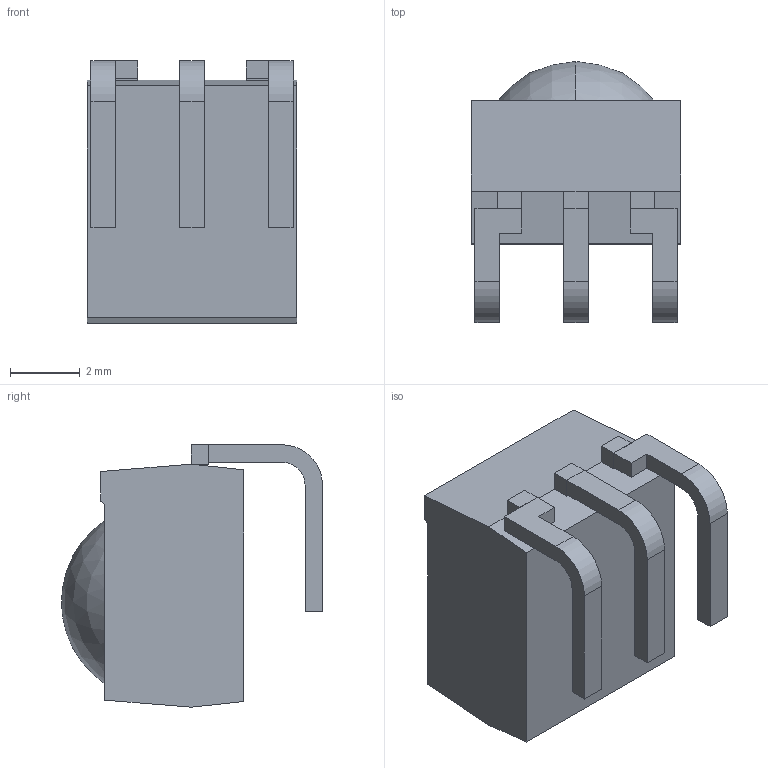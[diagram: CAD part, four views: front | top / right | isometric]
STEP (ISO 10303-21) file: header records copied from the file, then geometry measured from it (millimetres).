
FILE_DESCRIPTION(/* description */ (''),/* implementation_level */ '2;1');
FILE_NAME(/* name */ 'model1.stp',/* time_stamp */ '2018-12-07T11:56:10+03:00',/* author */ (''),/* organization */ (''),/* preprocessor_version */ 'ST-DEVELOPER v16.7',/* originating_system */ 'SIEMENS PLM Software NX 12.0',/* authorisation */ '');
FILE_SCHEMA (('AUTOMOTIVE_DESIGN { 1 0 10303 214 3 1 1 1 }'));
Length unit declared in the file: millimetre
Products named in the file (1): ARGE31E87911crd9
Bounding box: 6 x 7.47 x 7.5 mm (x, y, z)
Volume: 182.2 mm3; surface area: 249.5 mm2
Topology: 7 solids, 7 shells, 64 faces, 148 edges, 99 vertices
Faces by surface type: plane 56, cylinder 6, sphere 2
Entity records: 1943 total; most frequent: CARTESIAN_POINT 312, ORIENTED_EDGE 296, DIRECTION 294, EDGE_CURVE 148, LINE 132, VECTOR 132, VERTEX_POINT 99, AXIS2_PLACEMENT_3D 81
